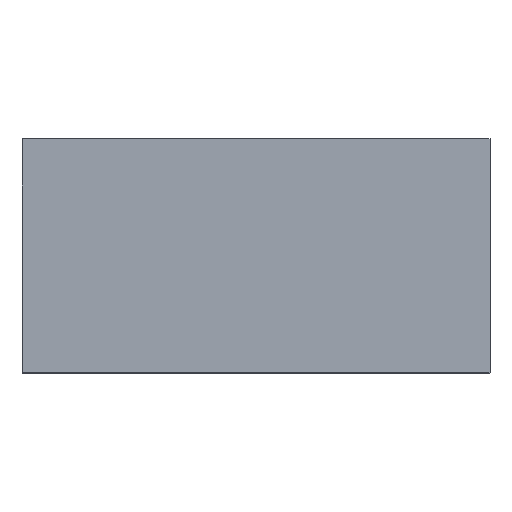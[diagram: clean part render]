
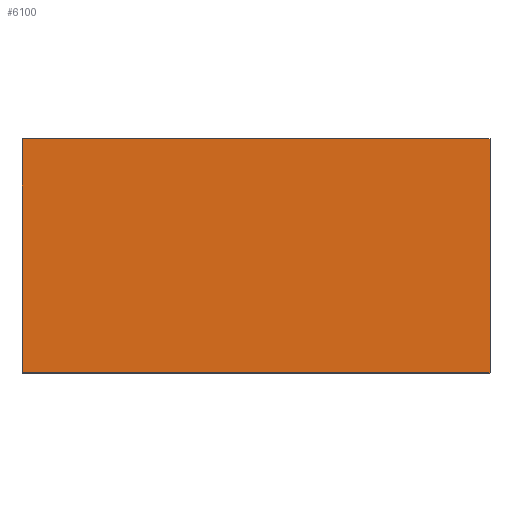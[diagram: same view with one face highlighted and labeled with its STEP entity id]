
A CAD part, top view. The second image highlights one B-rep face of the part: STEP entity #6100.
In plain terms, the highlighted planar face has unit normal (0, 0, 1).
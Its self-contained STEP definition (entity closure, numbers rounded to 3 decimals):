
#6100=ADVANCED_FACE('',(#11122),#11123,.T.);
#11122=FACE_OUTER_BOUND('',#15606,.T.);
#11123=PLANE('',#15607);
#15606=EDGE_LOOP('',(#26099,#26100,#26101,#26102));
#15607=AXIS2_PLACEMENT_3D('',#26103,#26104,#26105);
#26099=ORIENTED_EDGE('',*,*,#28719,.T.);
#26100=ORIENTED_EDGE('',*,*,#29905,.T.);
#26101=ORIENTED_EDGE('',*,*,#29816,.T.);
#26102=ORIENTED_EDGE('',*,*,#28079,.T.);
#26103=CARTESIAN_POINT('',(0.0,-100.0,26.6));
#26104=DIRECTION('',(0.0,0.0,1.0));
#26105=DIRECTION('',(1.0,0.0,0.0));
#28079=EDGE_CURVE('',#33341,#33339,#33342,.T.);
#28719=EDGE_CURVE('',#33339,#34253,#34255,.T.);
#29816=EDGE_CURVE('',#35645,#33341,#35646,.T.);
#29905=EDGE_CURVE('',#34253,#35645,#35743,.T.);
#33339=VERTEX_POINT('',#41310);
#33341=VERTEX_POINT('',#41313);
#33342=LINE('',#41314,#41315);
#34253=VERTEX_POINT('',#42983);
#34255=LINE('',#42986,#42987);
#35645=VERTEX_POINT('',#45435);
#35646=LINE('',#45436,#45437);
#35743=LINE('',#45606,#45607);
#41310=CARTESIAN_POINT('',(0.0,700.0,26.6));
#41313=CARTESIAN_POINT('',(1600.0,700.0,26.6));
#41314=CARTESIAN_POINT('',(1600.0,700.0,26.6));
#41315=VECTOR('',#48559,1.0);
#42983=CARTESIAN_POINT('',(0.0,-100.0,26.6));
#42986=CARTESIAN_POINT('',(0.0,700.0,26.6));
#42987=VECTOR('',#49343,1.0);
#45435=CARTESIAN_POINT('',(1600.0,-100.0,26.6));
#45436=CARTESIAN_POINT('',(1600.0,-100.0,26.6));
#45437=VECTOR('',#50492,1.0);
#45606=CARTESIAN_POINT('',(0.0,-100.0,26.6));
#45607=VECTOR('',#50556,1.0);
#48559=DIRECTION('',(-1.0,0.0,0.0));
#49343=DIRECTION('',(0.0,-1.0,0.0));
#50492=DIRECTION('',(0.0,1.0,0.0));
#50556=DIRECTION('',(1.0,0.0,0.0));
